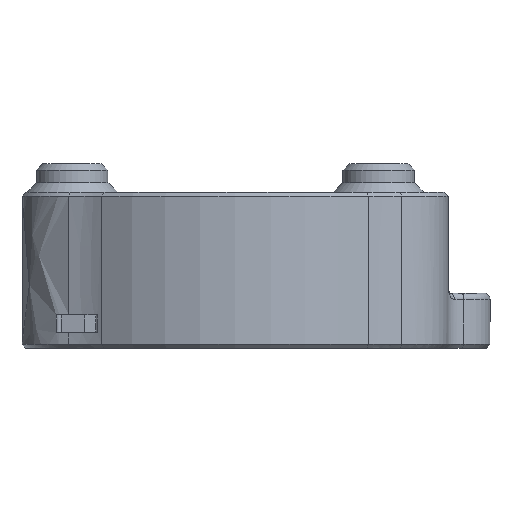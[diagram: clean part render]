
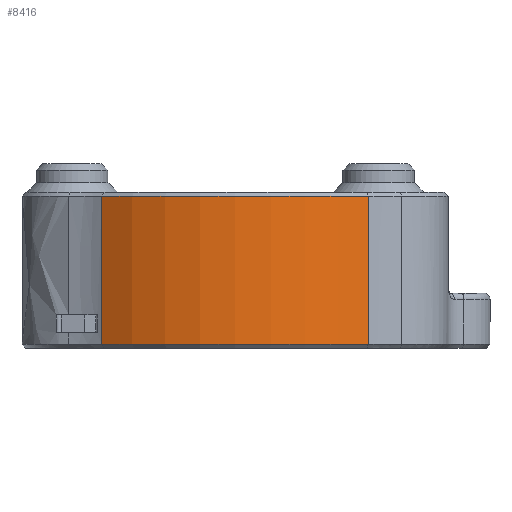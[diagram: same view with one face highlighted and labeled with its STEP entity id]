
A CAD part, left-side view. The second image highlights one B-rep face of the part: STEP entity #8416.
In plain terms, the highlighted cylindrical face has radius 35.422 mm (diameter 70.843 mm), a partial arc.
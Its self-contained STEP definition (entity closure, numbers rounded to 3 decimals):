
#819=FACE_OUTER_BOUND('',#1330,.T.);
#1330=EDGE_LOOP('',(#7616,#7617,#7618,#7619));
#1526=CIRCLE('',#8939,35.422);
#1531=CIRCLE('',#8954,35.422);
#1862=B_SPLINE_CURVE_WITH_KNOTS('',3,(#20126,#20127,#20128,#20129),
 .UNSPECIFIED.,.F.,.F.,(4,4),(-2.34,-0.06),.UNSPECIFIED.);
#2079=B_SPLINE_CURVE_WITH_KNOTS('',3,(#26015,#26016,#26017,#26018),
 .UNSPECIFIED.,.F.,.F.,(4,4),(0.06,2.34),.UNSPECIFIED.);
#3523=VERTEX_POINT('',#20120);
#3524=VERTEX_POINT('',#20125);
#3967=VERTEX_POINT('',#25145);
#3977=VERTEX_POINT('',#25730);
#4482=EDGE_CURVE('',#3523,#3524,#1862,.T.);
#5162=EDGE_CURVE('',#3967,#3523,#1526,.T.);
#5202=EDGE_CURVE('',#3524,#3977,#1531,.T.);
#5220=EDGE_CURVE('',#3977,#3967,#2079,.T.);
#7616=ORIENTED_EDGE('',*,*,#5162,.F.);
#7617=ORIENTED_EDGE('',*,*,#5220,.F.);
#7618=ORIENTED_EDGE('',*,*,#5202,.F.);
#7619=ORIENTED_EDGE('',*,*,#4482,.F.);
#7956=CYLINDRICAL_SURFACE('',#8963,35.422);
#8416=ADVANCED_FACE('',(#819),#7956,.T.);
#8939=AXIS2_PLACEMENT_3D('',#25153,#10439,#10440);
#8954=AXIS2_PLACEMENT_3D('',#25738,#10488,#10489);
#8963=AXIS2_PLACEMENT_3D('',#26014,#10517,#10518);
#10439=DIRECTION('center_axis',(0.,0.,-1.));
#10440=DIRECTION('ref_axis',(-0.756,-0.654,0.));
#10488=DIRECTION('center_axis',(0.,0.,1.));
#10489=DIRECTION('ref_axis',(-0.756,-0.654,0.));
#10517=DIRECTION('center_axis',(0.,0.,-1.));
#10518=DIRECTION('ref_axis',(-0.756,-0.654,0.));
#20120=CARTESIAN_POINT('',(-42.28,19.037,0.6));
#20125=CARTESIAN_POINT('',(-42.28,19.037,23.4));
#20126=CARTESIAN_POINT('Ctrl Pts',(-42.28,19.037,0.6));
#20127=CARTESIAN_POINT('Ctrl Pts',(-42.28,19.037,8.2));
#20128=CARTESIAN_POINT('Ctrl Pts',(-42.28,19.037,15.8));
#20129=CARTESIAN_POINT('Ctrl Pts',(-42.28,19.037,23.4));
#25145=CARTESIAN_POINT('',(-42.274,-22.035,0.6));
#25153=CARTESIAN_POINT('Origin',(-13.416,-1.495,0.6));
#25730=CARTESIAN_POINT('',(-42.274,-22.035,23.4));
#25738=CARTESIAN_POINT('Origin',(-13.416,-1.495,23.4));
#26014=CARTESIAN_POINT('Origin',(-13.416,-1.495,24.));
#26015=CARTESIAN_POINT('Ctrl Pts',(-42.274,-22.035,
23.4));
#26016=CARTESIAN_POINT('Ctrl Pts',(-42.274,-22.035,
15.8));
#26017=CARTESIAN_POINT('Ctrl Pts',(-42.274,-22.035,
8.2));
#26018=CARTESIAN_POINT('Ctrl Pts',(-42.274,-22.035,
0.6));
